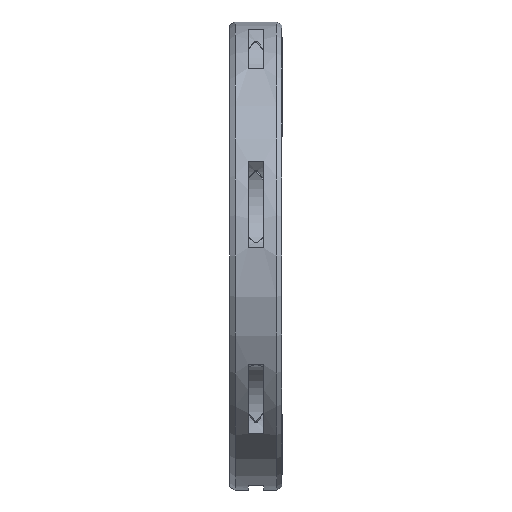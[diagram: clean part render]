
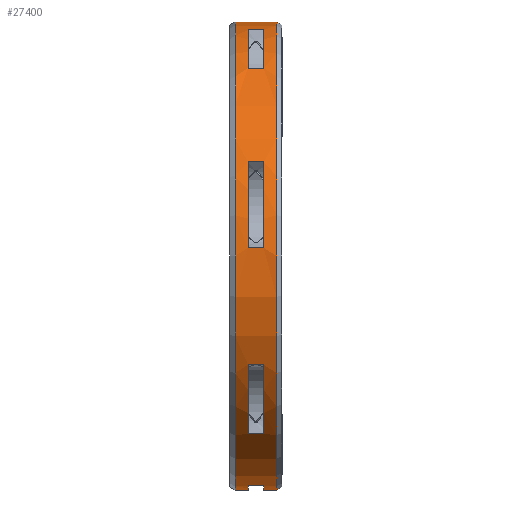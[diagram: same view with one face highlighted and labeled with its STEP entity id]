
A CAD part, left-side view. The second image highlights one B-rep face of the part: STEP entity #27400.
In plain terms, the highlighted cylindrical face has radius 45 mm (diameter 90 mm), a partial arc.
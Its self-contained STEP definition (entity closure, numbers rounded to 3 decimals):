
#25820=CARTESIAN_POINT('',(0.,-1.5,0.));
#25821=DIRECTION('',(0.,-1.,0.));
#25822=DIRECTION('',(-0.188,0.,-0.982));
#25823=AXIS2_PLACEMENT_3D('',#25820,#25821,#25822);
#25828=DIRECTION('',(0.,-1.,0.));
#25829=VECTOR('',#25828,3.);
#25830=CARTESIAN_POINT('',(-8.477,1.5,-44.194));
#25831=LINE('',#25830,#25829);
#25835=CARTESIAN_POINT('',(0.,1.5,0.));
#25836=DIRECTION('',(0.,-1.,0.));
#25837=DIRECTION('',(-0.188,0.,-0.982));
#25838=AXIS2_PLACEMENT_3D('',#25835,#25836,#25837);
#25843=DIRECTION('',(0.,1.,0.));
#25844=VECTOR('',#25843,2.5);
#25845=CARTESIAN_POINT('',(0.,1.5,-45.));
#25846=LINE('',#25845,#25844);
#25850=DIRECTION('',(0.,1.,0.));
#25851=VECTOR('',#25850,8.);
#25852=CARTESIAN_POINT('',(0.,-4.,45.));
#25853=LINE('',#25852,#25851);
#25857=CARTESIAN_POINT('',(0.,-4.,0.));
#25858=DIRECTION('',(0.,1.,0.));
#25859=DIRECTION('',(0.,0.,-1.));
#25860=AXIS2_PLACEMENT_3D('',#25857,#25858,#25859);
#25865=DIRECTION('',(0.,1.,0.));
#25866=VECTOR('',#25865,2.5);
#25867=CARTESIAN_POINT('',(0.,-4.,-45.));
#25868=LINE('',#25867,#25866);
#25872=CARTESIAN_POINT('',(0.,-1.5,0.));
#25873=DIRECTION('',(0.,-1.,0.));
#25874=DIRECTION('',(-0.256,0.,0.967));
#25875=AXIS2_PLACEMENT_3D('',#25872,#25873,#25874);
#25880=DIRECTION('',(0.,-1.,0.));
#25881=VECTOR('',#25880,3.);
#25882=CARTESIAN_POINT('',(-11.538,1.5,43.496));
#25883=LINE('',#25882,#25881);
#25887=CARTESIAN_POINT('',(0.,1.5,0.));
#25888=DIRECTION('',(0.,-1.,0.));
#25889=DIRECTION('',(-0.256,0.,0.967));
#25890=AXIS2_PLACEMENT_3D('',#25887,#25888,#25889);
#25895=DIRECTION('',(0.,-1.,0.));
#25896=VECTOR('',#25895,3.);
#25897=CARTESIAN_POINT('',(-26.812,1.5,36.14));
#25898=LINE('',#25897,#25896);
#25902=CARTESIAN_POINT('',(0.,-1.5,0.));
#25903=DIRECTION('',(0.,-1.,0.));
#25904=DIRECTION('',(-0.916,0.,0.402));
#25905=AXIS2_PLACEMENT_3D('',#25902,#25903,#25904);
#25910=DIRECTION('',(0.,-1.,0.));
#25911=VECTOR('',#25910,3.);
#25912=CARTESIAN_POINT('',(-41.2,1.5,18.098));
#25913=LINE('',#25912,#25911);
#25917=CARTESIAN_POINT('',(0.,1.5,0.));
#25918=DIRECTION('',(0.,-1.,0.));
#25919=DIRECTION('',(-0.916,0.,0.402));
#25920=AXIS2_PLACEMENT_3D('',#25917,#25918,#25919);
#25925=DIRECTION('',(0.,-1.,0.));
#25926=VECTOR('',#25925,3.);
#25927=CARTESIAN_POINT('',(-44.973,1.5,1.57));
#25928=LINE('',#25927,#25926);
#25932=CARTESIAN_POINT('',(0.,-1.5,0.));
#25933=DIRECTION('',(0.,-1.,0.));
#25934=DIRECTION('',(-0.885,0.,-0.465));
#25935=AXIS2_PLACEMENT_3D('',#25932,#25933,#25934);
#25940=DIRECTION('',(0.,-1.,0.));
#25941=VECTOR('',#25940,3.);
#25942=CARTESIAN_POINT('',(-39.838,1.5,-20.928));
#25943=LINE('',#25942,#25941);
#25947=CARTESIAN_POINT('',(0.,1.5,0.));
#25948=DIRECTION('',(0.,-1.,0.));
#25949=DIRECTION('',(-0.885,0.,-0.465));
#25950=AXIS2_PLACEMENT_3D('',#25947,#25948,#25949);
#25955=DIRECTION('',(0.,-1.,0.));
#25956=VECTOR('',#25955,3.);
#25957=CARTESIAN_POINT('',(-29.268,1.5,-34.182));
#25958=LINE('',#25957,#25956);
#25992=CARTESIAN_POINT('',(0.,4.,0.));
#25993=DIRECTION('',(0.,1.,0.));
#25994=DIRECTION('',(0.,0.,-1.));
#25995=AXIS2_PLACEMENT_3D('',#25992,#25993,#25994);
#26451=CARTESIAN_POINT('',(0.,-4.,-45.));
#26453=VERTEX_POINT('',#26451);
#26454=CARTESIAN_POINT('',(0.,4.,-45.));
#26456=VERTEX_POINT('',#26454);
#26483=CARTESIAN_POINT('',(0.,-4.,45.));
#26485=VERTEX_POINT('',#26483);
#26486=CARTESIAN_POINT('',(0.,4.,45.));
#26487=VERTEX_POINT('',#26486);
#26500=CARTESIAN_POINT('',(0.,-1.5,-45.));
#26502=VERTEX_POINT('',#26500);
#26504=CARTESIAN_POINT('',(0.,1.5,-45.));
#26506=VERTEX_POINT('',#26504);
#26514=CARTESIAN_POINT('',(-8.477,-1.5,-44.194));
#26515=VERTEX_POINT('',#26514);
#26516=CARTESIAN_POINT('',(-8.477,1.5,-44.194));
#26517=VERTEX_POINT('',#26516);
#26590=CARTESIAN_POINT('',(-11.538,-1.5,43.496));
#26591=CARTESIAN_POINT('',(-26.812,-1.5,36.14));
#26592=VERTEX_POINT('',#26590);
#26593=VERTEX_POINT('',#26591);
#26594=CARTESIAN_POINT('',(-11.538,1.5,43.496));
#26595=CARTESIAN_POINT('',(-26.812,1.5,36.14));
#26596=VERTEX_POINT('',#26594);
#26597=VERTEX_POINT('',#26595);
#26610=CARTESIAN_POINT('',(-41.2,-1.5,18.098));
#26611=CARTESIAN_POINT('',(-44.973,-1.5,1.57));
#26612=VERTEX_POINT('',#26610);
#26613=VERTEX_POINT('',#26611);
#26614=CARTESIAN_POINT('',(-41.2,1.5,18.098));
#26615=CARTESIAN_POINT('',(-44.973,1.5,1.57));
#26616=VERTEX_POINT('',#26614);
#26617=VERTEX_POINT('',#26615);
#26630=CARTESIAN_POINT('',(-39.838,-1.5,-20.928));
#26631=CARTESIAN_POINT('',(-29.268,-1.5,-34.182));
#26632=VERTEX_POINT('',#26630);
#26633=VERTEX_POINT('',#26631);
#26634=CARTESIAN_POINT('',(-39.838,1.5,-20.928));
#26635=CARTESIAN_POINT('',(-29.268,1.5,-34.182));
#26636=VERTEX_POINT('',#26634);
#26637=VERTEX_POINT('',#26635);
#27355=CARTESIAN_POINT('',(0.,47.363,0.));
#27356=DIRECTION('',(0.,-1.,0.));
#27357=DIRECTION('',(0.,0.,1.));
#27358=AXIS2_PLACEMENT_3D('',#27355,#27356,#27357);
#27359=CYLINDRICAL_SURFACE('',#27358,45.);
#27360=ORIENTED_EDGE('',*,*,#27104,.F.);
#27362=ORIENTED_EDGE('',*,*,#27361,.F.);
#27364=ORIENTED_EDGE('',*,*,#27363,.T.);
#27365=ORIENTED_EDGE('',*,*,#27055,.T.);
#27367=ORIENTED_EDGE('',*,*,#27366,.T.);
#27368=ORIENTED_EDGE('',*,*,#27051,.F.);
#27370=ORIENTED_EDGE('',*,*,#27369,.F.);
#27371=ORIENTED_EDGE('',*,*,#27047,.T.);
#27372=EDGE_LOOP('',(#27360,#27362,#27364,#27365,#27367,#27368,#27370,#27371));
#27373=FACE_OUTER_BOUND('',#27372,.F.);
#27375=ORIENTED_EDGE('',*,*,#27374,.F.);
#27377=ORIENTED_EDGE('',*,*,#27376,.F.);
#27379=ORIENTED_EDGE('',*,*,#27378,.T.);
#27381=ORIENTED_EDGE('',*,*,#27380,.T.);
#27382=EDGE_LOOP('',(#27375,#27377,#27379,#27381));
#27383=FACE_BOUND('',#27382,.F.);
#27385=ORIENTED_EDGE('',*,*,#27384,.F.);
#27387=ORIENTED_EDGE('',*,*,#27386,.F.);
#27389=ORIENTED_EDGE('',*,*,#27388,.T.);
#27391=ORIENTED_EDGE('',*,*,#27390,.T.);
#27392=EDGE_LOOP('',(#27385,#27387,#27389,#27391));
#27393=FACE_BOUND('',#27392,.F.);
#27394=ORIENTED_EDGE('',*,*,#27230,.F.);
#27395=ORIENTED_EDGE('',*,*,#27254,.F.);
#27396=ORIENTED_EDGE('',*,*,#27342,.T.);
#27397=ORIENTED_EDGE('',*,*,#27276,.T.);
#27398=EDGE_LOOP('',(#27394,#27395,#27396,#27397));
#27399=FACE_BOUND('',#27398,.F.);
#25824=CIRCLE('',#25823,45.);
#25839=CIRCLE('',#25838,45.);
#25861=CIRCLE('',#25860,45.);
#25876=CIRCLE('',#25875,45.);
#25891=CIRCLE('',#25890,45.);
#25906=CIRCLE('',#25905,45.);
#25921=CIRCLE('',#25920,45.);
#25936=CIRCLE('',#25935,45.);
#25951=CIRCLE('',#25950,45.);
#25996=CIRCLE('',#25995,45.);
#27047=EDGE_CURVE('',#26453,#26502,#25868,.T.);
#27051=EDGE_CURVE('',#26485,#26487,#25853,.T.);
#27055=EDGE_CURVE('',#26506,#26456,#25846,.T.);
#27104=EDGE_CURVE('',#26515,#26502,#25824,.T.);
#27230=EDGE_CURVE('',#26632,#26633,#25936,.T.);
#27254=EDGE_CURVE('',#26636,#26632,#25943,.T.);
#27276=EDGE_CURVE('',#26637,#26633,#25958,.T.);
#27342=EDGE_CURVE('',#26636,#26637,#25951,.T.);
#27361=EDGE_CURVE('',#26517,#26515,#25831,.T.);
#27363=EDGE_CURVE('',#26517,#26506,#25839,.T.);
#27366=EDGE_CURVE('',#26456,#26487,#25996,.T.);
#27369=EDGE_CURVE('',#26453,#26485,#25861,.T.);
#27374=EDGE_CURVE('',#26592,#26593,#25876,.T.);
#27376=EDGE_CURVE('',#26596,#26592,#25883,.T.);
#27378=EDGE_CURVE('',#26596,#26597,#25891,.T.);
#27380=EDGE_CURVE('',#26597,#26593,#25898,.T.);
#27384=EDGE_CURVE('',#26612,#26613,#25906,.T.);
#27386=EDGE_CURVE('',#26616,#26612,#25913,.T.);
#27388=EDGE_CURVE('',#26616,#26617,#25921,.T.);
#27390=EDGE_CURVE('',#26617,#26613,#25928,.T.);
#27400=ADVANCED_FACE('',(#27373,#27383,#27393,#27399),#27359,.T.);
